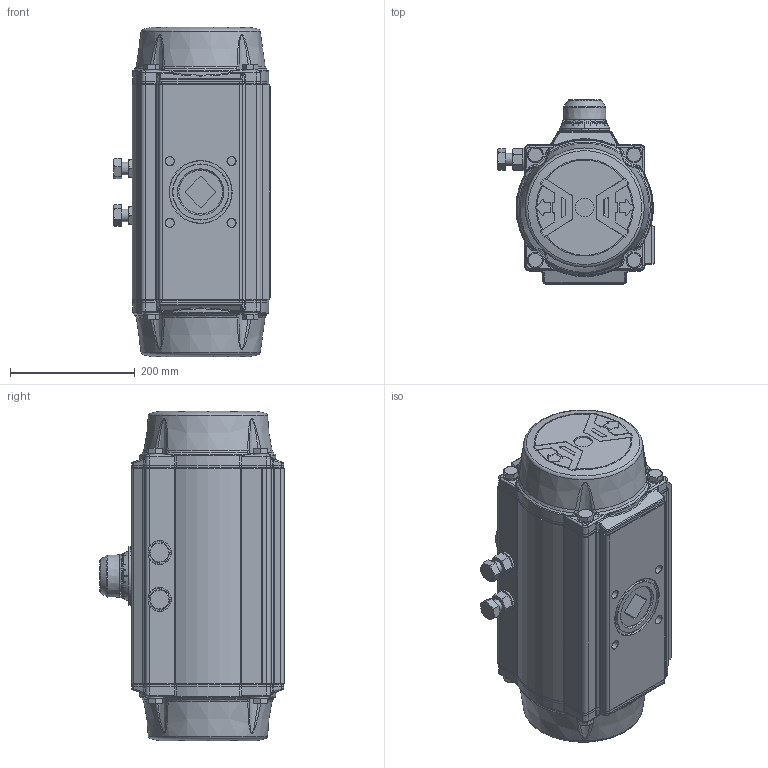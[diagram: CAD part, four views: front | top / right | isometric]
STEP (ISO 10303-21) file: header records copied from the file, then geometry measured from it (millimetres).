
FILE_DESCRIPTION(/* description */ (''),/* implementation_level */ '2;1');
FILE_NAME(/* name */ 'AT601U.stp',/* time_stamp */ '2019-11-15T11:20:25+01:00',/* author */ ('A8711351'),/* organization */ (''),/* preprocessor_version */ 'ST-DEVELOPER v18',/* originating_system */ 'Autodesk Inventor 2020',/* authorisation */ '');
FILE_SCHEMA (('AUTOMOTIVE_DESIGN { 1 0 10303 214 3 1 1 }'));
Length unit declared in the file: millimetre
Products named in the file (1): AT601U
Bounding box: 250.9 x 295 x 528 mm (x, y, z)
Volume: 22417281.6 mm3; surface area: 539342.9 mm2
Topology: 2 solids, 2 shells, 1551 faces, 3986 edges, 2435 vertices
Faces by surface type: plane 661, bspline 306, cone 260, cylinder 238, torus 84, sphere 2
Full cylindrical faces by diameter (mm): 4.134 x4, 6 x1, 11.445 x2, 14 x4, 20 x2, 25.4 x8, 30 x2, 36 x2, 70 x1, 90 x1, 100 x1
Entity records: 69488 total; most frequent: CARTESIAN_POINT 33365, ORIENTED_EDGE 7906, DIRECTION 7302, EDGE_CURVE 3953, AXIS2_PLACEMENT_3D 2815, VERTEX_POINT 2435, LINE 1672, VECTOR 1672
